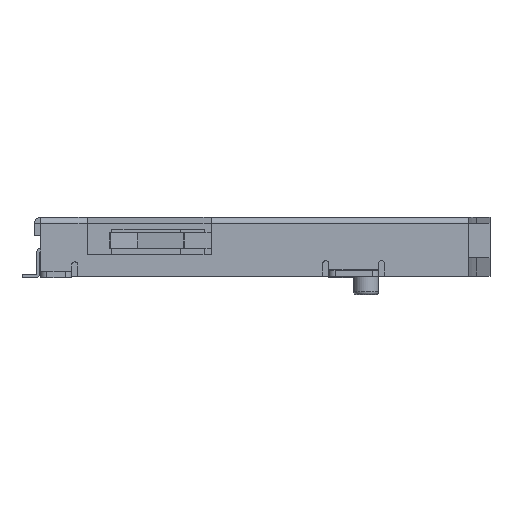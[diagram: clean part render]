
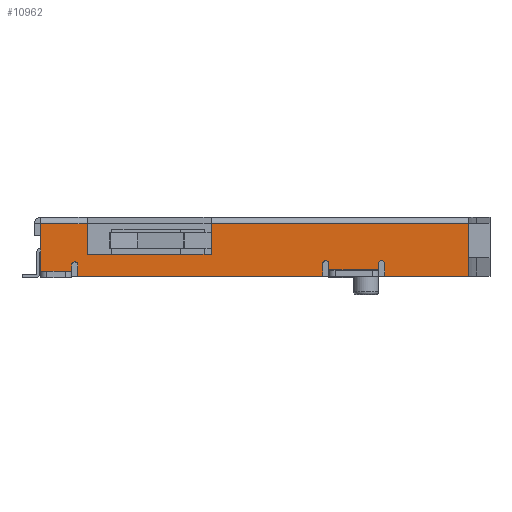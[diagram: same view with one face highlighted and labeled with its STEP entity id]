
A CAD part, left-side view. The second image highlights one B-rep face of the part: STEP entity #10962.
In plain terms, the highlighted planar face has unit normal (-1, 0, 0).
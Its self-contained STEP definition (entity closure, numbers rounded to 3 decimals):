
#279=CIRCLE('',#11779,0.1);
#280=CIRCLE('',#11780,0.1);
#281=CIRCLE('',#11781,0.1);
#917=FACE_OUTER_BOUND('',#1492,.T.);
#1492=EDGE_LOOP('',(#9120,#9121,#9122,#9123,#9124,#9125,#9126,#9127,#9128,
#9129,#9130,#9131,#9132,#9133,#9134,#9135,#9136,#9137,#9138,#9139));
#2667=LINE('',#18575,#3908);
#2694=LINE('',#18631,#3935);
#2697=LINE('',#18638,#3938);
#2698=LINE('',#18639,#3939);
#2699=LINE('',#18641,#3940);
#2700=LINE('',#18643,#3941);
#2701=LINE('',#18645,#3942);
#2702=LINE('',#18648,#3943);
#2703=LINE('',#18650,#3944);
#2704=LINE('',#18654,#3945);
#2705=LINE('',#18656,#3946);
#2706=LINE('',#18658,#3947);
#2707=LINE('',#18662,#3948);
#2708=LINE('',#18664,#3949);
#2709=LINE('',#18666,#3950);
#2710=LINE('',#18668,#3951);
#2711=LINE('',#18669,#3952);
#3908=VECTOR('',#14336,1.);
#3935=VECTOR('',#14379,1.);
#3938=VECTOR('',#14384,1.);
#3939=VECTOR('',#14385,1.);
#3940=VECTOR('',#14386,1.);
#3941=VECTOR('',#14387,1.);
#3942=VECTOR('',#14388,1.);
#3943=VECTOR('',#14391,1.);
#3944=VECTOR('',#14392,1.);
#3945=VECTOR('',#14395,1.);
#3946=VECTOR('',#14396,1.);
#3947=VECTOR('',#14397,1.);
#3948=VECTOR('',#14400,1.);
#3949=VECTOR('',#14401,1.);
#3950=VECTOR('',#14402,1.);
#3951=VECTOR('',#14403,1.);
#3952=VECTOR('',#14404,1.);
#4961=VERTEX_POINT('',#18571);
#4962=VERTEX_POINT('',#18573);
#4981=VERTEX_POINT('',#18627);
#4983=VERTEX_POINT('',#18630);
#4985=VERTEX_POINT('',#18636);
#4986=VERTEX_POINT('',#18637);
#4987=VERTEX_POINT('',#18640);
#4988=VERTEX_POINT('',#18642);
#4989=VERTEX_POINT('',#18644);
#4990=VERTEX_POINT('',#18646);
#4991=VERTEX_POINT('',#18649);
#4992=VERTEX_POINT('',#18651);
#4993=VERTEX_POINT('',#18653);
#4994=VERTEX_POINT('',#18655);
#4995=VERTEX_POINT('',#18657);
#4996=VERTEX_POINT('',#18659);
#4997=VERTEX_POINT('',#18661);
#4998=VERTEX_POINT('',#18663);
#4999=VERTEX_POINT('',#18665);
#5000=VERTEX_POINT('',#18667);
#6359=EDGE_CURVE('',#4962,#4961,#2667,.T.);
#6388=EDGE_CURVE('',#4983,#4981,#2694,.T.);
#6391=EDGE_CURVE('',#4985,#4986,#2697,.T.);
#6392=EDGE_CURVE('',#4985,#4961,#2698,.T.);
#6393=EDGE_CURVE('',#4962,#4987,#2699,.T.);
#6394=EDGE_CURVE('',#4988,#4987,#2700,.T.);
#6395=EDGE_CURVE('',#4989,#4988,#2701,.T.);
#6396=EDGE_CURVE('',#4990,#4989,#279,.T.);
#6397=EDGE_CURVE('',#4983,#4990,#2702,.T.);
#6398=EDGE_CURVE('',#4991,#4981,#2703,.T.);
#6399=EDGE_CURVE('',#4992,#4991,#280,.T.);
#6400=EDGE_CURVE('',#4993,#4992,#2704,.T.);
#6401=EDGE_CURVE('',#4994,#4993,#2705,.T.);
#6402=EDGE_CURVE('',#4995,#4994,#2706,.T.);
#6403=EDGE_CURVE('',#4996,#4995,#281,.T.);
#6404=EDGE_CURVE('',#4997,#4996,#2707,.T.);
#6405=EDGE_CURVE('',#4997,#4998,#2708,.T.);
#6406=EDGE_CURVE('',#4998,#4999,#2709,.T.);
#6407=EDGE_CURVE('',#5000,#4999,#2710,.T.);
#6408=EDGE_CURVE('',#4986,#5000,#2711,.T.);
#9120=ORIENTED_EDGE('',*,*,#6391,.F.);
#9121=ORIENTED_EDGE('',*,*,#6392,.T.);
#9122=ORIENTED_EDGE('',*,*,#6359,.F.);
#9123=ORIENTED_EDGE('',*,*,#6393,.T.);
#9124=ORIENTED_EDGE('',*,*,#6394,.F.);
#9125=ORIENTED_EDGE('',*,*,#6395,.F.);
#9126=ORIENTED_EDGE('',*,*,#6396,.F.);
#9127=ORIENTED_EDGE('',*,*,#6397,.F.);
#9128=ORIENTED_EDGE('',*,*,#6388,.T.);
#9129=ORIENTED_EDGE('',*,*,#6398,.F.);
#9130=ORIENTED_EDGE('',*,*,#6399,.F.);
#9131=ORIENTED_EDGE('',*,*,#6400,.F.);
#9132=ORIENTED_EDGE('',*,*,#6401,.F.);
#9133=ORIENTED_EDGE('',*,*,#6402,.F.);
#9134=ORIENTED_EDGE('',*,*,#6403,.F.);
#9135=ORIENTED_EDGE('',*,*,#6404,.F.);
#9136=ORIENTED_EDGE('',*,*,#6405,.T.);
#9137=ORIENTED_EDGE('',*,*,#6406,.T.);
#9138=ORIENTED_EDGE('',*,*,#6407,.F.);
#9139=ORIENTED_EDGE('',*,*,#6408,.F.);
#9973=PLANE('',#11778);
#10962=ADVANCED_FACE('',(#917),#9973,.F.);
#11778=AXIS2_PLACEMENT_3D('',#18635,#14382,#14383);
#11779=AXIS2_PLACEMENT_3D('',#18647,#14389,#14390);
#11780=AXIS2_PLACEMENT_3D('',#18652,#14393,#14394);
#11781=AXIS2_PLACEMENT_3D('',#18660,#14398,#14399);
#14336=DIRECTION('',(0.,-1.,0.));
#14379=DIRECTION('',(0.,-1.,0.));
#14382=DIRECTION('center_axis',(1.,0.,0.));
#14383=DIRECTION('ref_axis',(0.,0.,-1.));
#14384=DIRECTION('',(0.,-1.,0.));
#14385=DIRECTION('',(0.,0.,1.));
#14386=DIRECTION('',(0.,0.,-1.));
#14387=DIRECTION('',(0.,1.,0.));
#14388=DIRECTION('',(0.,0.,-1.));
#14389=DIRECTION('center_axis',(-1.,0.,0.));
#14390=DIRECTION('ref_axis',(0.,0.,1.));
#14391=DIRECTION('',(0.,0.,1.));
#14392=DIRECTION('',(0.,0.,-1.));
#14393=DIRECTION('center_axis',(-1.,0.,0.));
#14394=DIRECTION('ref_axis',(0.,0.,1.));
#14395=DIRECTION('',(0.,0.,1.));
#14396=DIRECTION('',(0.,1.,0.));
#14397=DIRECTION('',(0.,0.,-1.));
#14398=DIRECTION('center_axis',(-1.,0.,0.));
#14399=DIRECTION('ref_axis',(0.,0.,1.));
#14400=DIRECTION('',(0.,0.,1.));
#14401=DIRECTION('',(0.,-1.,0.));
#14402=DIRECTION('',(0.,0.,1.));
#14403=DIRECTION('',(0.,-1.,0.));
#14404=DIRECTION('',(0.,0.,1.));
#18571=CARTESIAN_POINT('',(-7.375,3.534,1.69));
#18573=CARTESIAN_POINT('',(-7.375,5.034,1.69));
#18575=CARTESIAN_POINT('',(-7.375,-8.766,1.69));
#18627=CARTESIAN_POINT('',(-7.375,-4.066,0.));
#18630=CARTESIAN_POINT('',(-7.375,3.834,0.));
#18631=CARTESIAN_POINT('',(-7.375,-2.216,0.));
#18635=CARTESIAN_POINT('Origin',(-7.375,-2.216,1.9));
#18636=CARTESIAN_POINT('',(-7.375,3.534,0.7));
#18637=CARTESIAN_POINT('',(-7.375,-0.466,0.7));
#18638=CARTESIAN_POINT('',(-7.375,3.534,0.7));
#18639=CARTESIAN_POINT('',(-7.375,3.534,0.7));
#18640=CARTESIAN_POINT('',(-7.375,5.034,0.16));
#18641=CARTESIAN_POINT('',(-7.375,5.034,1.9));
#18642=CARTESIAN_POINT('',(-7.375,4.034,0.16));
#18643=CARTESIAN_POINT('',(-7.375,4.034,0.16));
#18644=CARTESIAN_POINT('',(-7.375,4.034,0.36));
#18645=CARTESIAN_POINT('',(-7.375,4.034,0.36));
#18646=CARTESIAN_POINT('',(-7.375,3.834,0.36));
#18647=CARTESIAN_POINT('Origin',(-7.375,3.934,0.36));
#18648=CARTESIAN_POINT('',(-7.375,3.834,-0.05));
#18649=CARTESIAN_POINT('',(-7.375,-4.066,0.4));
#18650=CARTESIAN_POINT('',(-7.375,-4.066,0.4));
#18651=CARTESIAN_POINT('',(-7.375,-4.266,0.4));
#18652=CARTESIAN_POINT('Origin',(-7.375,-4.166,0.4));
#18653=CARTESIAN_POINT('',(-7.375,-4.266,0.2));
#18654=CARTESIAN_POINT('',(-7.375,-4.266,0.2));
#18655=CARTESIAN_POINT('',(-7.375,-5.866,0.2));
#18656=CARTESIAN_POINT('',(-7.375,-5.866,0.2));
#18657=CARTESIAN_POINT('',(-7.375,-5.866,0.4));
#18658=CARTESIAN_POINT('',(-7.375,-5.866,0.4));
#18659=CARTESIAN_POINT('',(-7.375,-6.066,0.4));
#18660=CARTESIAN_POINT('Origin',(-7.375,-5.966,0.4));
#18661=CARTESIAN_POINT('',(-7.375,-6.066,0.));
#18662=CARTESIAN_POINT('',(-7.375,-6.066,-0.01));
#18663=CARTESIAN_POINT('',(-7.375,-8.766,0.));
#18664=CARTESIAN_POINT('',(-7.375,-2.216,0.));
#18665=CARTESIAN_POINT('',(-7.375,-8.766,1.69));
#18666=CARTESIAN_POINT('',(-7.375,-8.766,1.9));
#18667=CARTESIAN_POINT('',(-7.375,-0.466,1.69));
#18668=CARTESIAN_POINT('',(-7.375,-8.766,1.69));
#18669=CARTESIAN_POINT('',(-7.375,-0.466,0.7));
